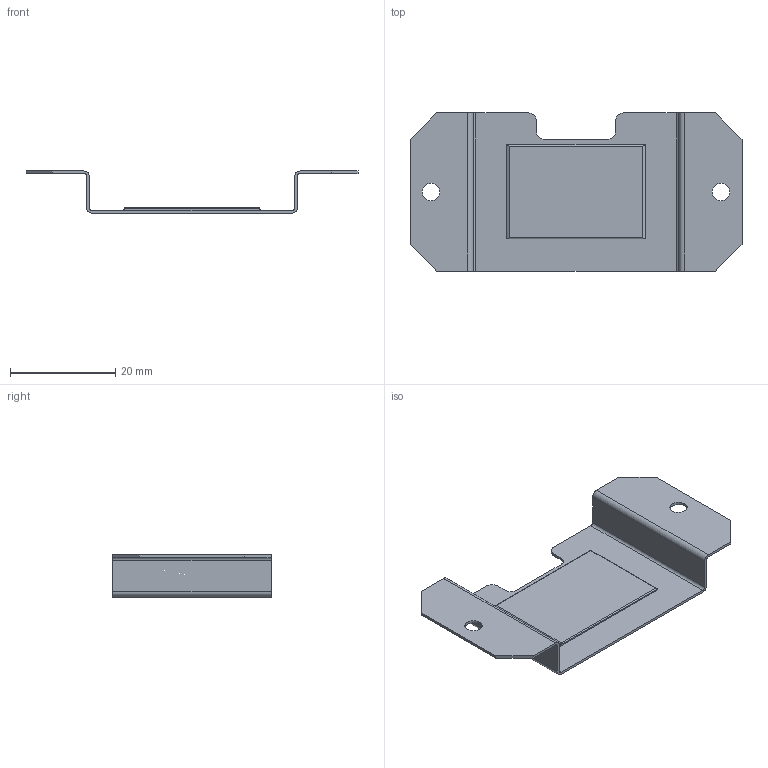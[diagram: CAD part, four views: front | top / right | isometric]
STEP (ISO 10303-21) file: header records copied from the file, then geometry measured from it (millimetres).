
FILE_DESCRIPTION(('CATIA V5 STEP Exchange'),'2;1');
FILE_NAME('5645298001_CMP_000.stp','2016-11-22T11:14:40+00:00',('none'),('none'),'CATIA Version 5 Release 20 SP 7 (IN-10)','CATIA V5 STEP AP214','none');
FILE_SCHEMA(('AUTOMOTIVE_DESIGN { 1 0 10303 214 1 1 1 1 }'));
Length unit declared in the file: millimetre
Products named in the file (1): 5645298001_CMP_000_A
Bounding box: 63 x 30 x 8 mm (x, y, z)
Volume: 1104.8 mm3; surface area: 4491.4 mm2
Topology: 1 solids, 1 shells, 63 faces, 182 edges, 129 vertices
Faces by surface type: plane 32, cylinder 31
Entity records: 2095 total; most frequent: CARTESIAN_POINT 453, ORIENTED_EDGE 326, DIRECTION 284, EDGE_CURVE 163, VECTOR 134, LINE 134, VERTEX_POINT 104, AXIS2_PLACEMENT_3D 93
